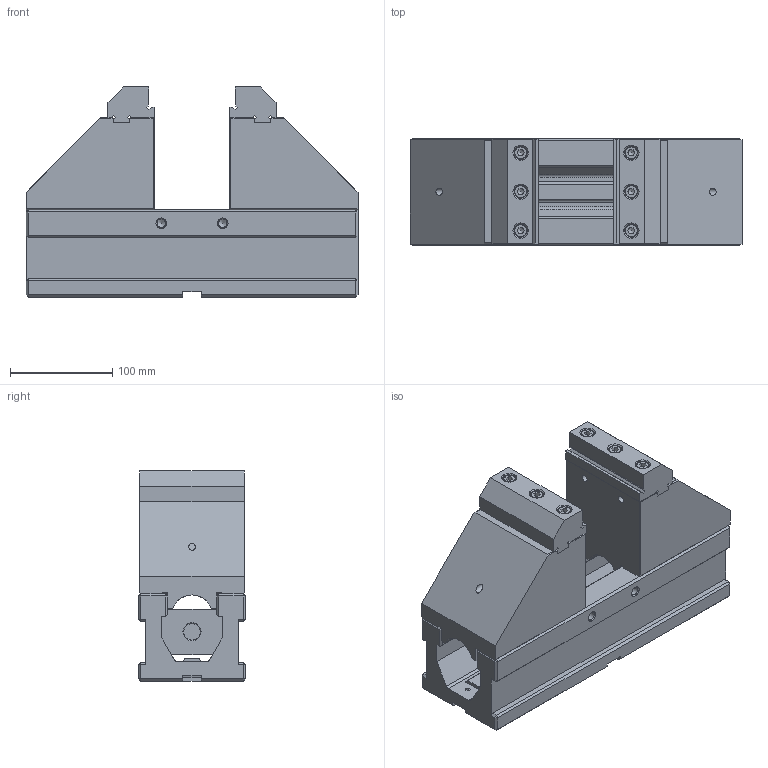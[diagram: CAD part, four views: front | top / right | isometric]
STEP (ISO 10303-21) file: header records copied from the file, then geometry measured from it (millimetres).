
FILE_DESCRIPTION(/* description */ (''),/* implementation_level */ '2;1');
FILE_NAME(/* name */ 'ALT100M.stp',/* time_stamp */ '2019-07-31T09:50:35+08:00',/* author */ ('AUTOWELL002'),/* organization */ (''),/* preprocessor_version */ 'ST-DEVELOPER v17',/* originating_system */ 'Autodesk Inventor 2019',/* authorisation */ '');
FILE_SCHEMA (('CONFIG_CONTROL_DESIGN'));
Length unit declared in the file: millimetre
Products named in the file (8): ALT100M; LT5A4101; LT5A4301; ALT4402; LT5A4103; LT5A4201; AS 1420 - 1973 - M6 x 16; AS 1420 - 1973 - M8 x 35
Assembly tree (17 placements, depth 2):
  ALT100M
    LT5A4101
    LT5A4301  x2
    ALT4402  x2
    LT5A4103
    LT5A4201
    AS 1420 - 1973 - M6 x 16  x4
    AS 1420 - 1973 - M8 x 35  x6
Bounding box: 324 x 104 x 205 mm (x, y, z)
Volume: 3456674.8 mm3; surface area: 388043 mm2
Topology: 17 solids, 19 shells, 598 faces, 1578 edges, 1039 vertices
Faces by surface type: plane 385, cylinder 102, cone 81, torus 28, sphere 2
Full cylindrical faces by diameter (mm): 3 x2, 4 x1, 4.1 x2, 4.134 x1, 4.917 x8, 6 x4, 6.647 x12, 7 x4, 8 x6, 8.376 x4, 9 x6, 10 x4, 11 x4, 13 x12, 15.7 x2, 16 x1
Entity records: 12037 total; most frequent: CARTESIAN_POINT 2180, DIRECTION 2029, ORIENTED_EDGE 1940, EDGE_CURVE 970, AXIS2_PLACEMENT_3D 688, LINE 653, VECTOR 653, VERTEX_POINT 635
